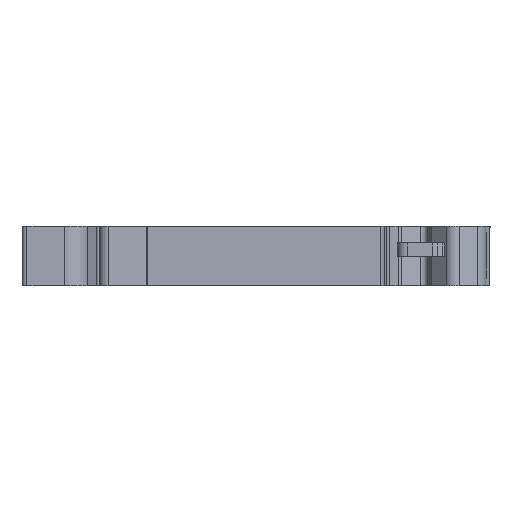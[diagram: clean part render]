
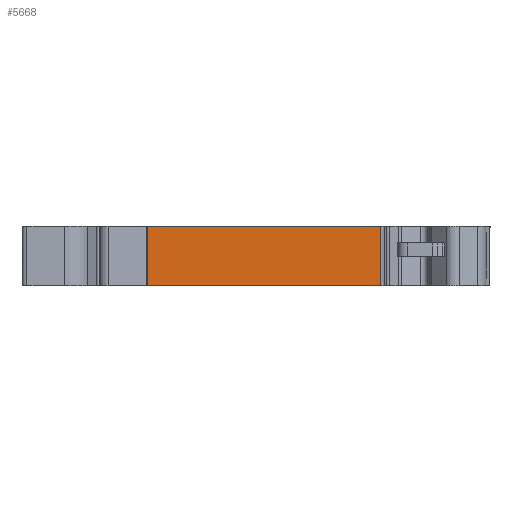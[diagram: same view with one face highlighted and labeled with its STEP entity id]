
A CAD part, front view. The second image highlights one B-rep face of the part: STEP entity #5668.
In plain terms, the highlighted planar face has unit normal (0, -1, 0).
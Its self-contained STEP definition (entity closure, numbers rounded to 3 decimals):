
#979=DIRECTION('',(-1.,0.,0.));
#980=VECTOR('',#979,24.021);
#981=CARTESIAN_POINT('',(12.7,0.3,-6.1));
#982=LINE('',#981,#980);
#983=DIRECTION('',(0.,0.,1.));
#984=VECTOR('',#983,6.1);
#985=CARTESIAN_POINT('',(-11.321,0.3,-6.1));
#986=LINE('',#985,#984);
#987=DIRECTION('',(1.,0.,0.));
#988=VECTOR('',#987,24.021);
#989=CARTESIAN_POINT('',(-11.321,0.3,0.));
#990=LINE('',#989,#988);
#991=DIRECTION('',(0.,0.,1.));
#992=VECTOR('',#991,6.1);
#993=CARTESIAN_POINT('',(12.7,0.3,-6.1));
#994=LINE('',#993,#992);
#3602=CARTESIAN_POINT('',(-11.321,0.3,0.));
#3604=VERTEX_POINT('',#3602);
#3624=CARTESIAN_POINT('',(-11.321,0.3,-6.1));
#3626=VERTEX_POINT('',#3624);
#3796=CARTESIAN_POINT('',(12.7,0.3,-6.1));
#3797=VERTEX_POINT('',#3796);
#3798=CARTESIAN_POINT('',(12.7,0.3,0.));
#3799=VERTEX_POINT('',#3798);
#5655=CARTESIAN_POINT('',(11.721,0.3,0.));
#5656=DIRECTION('',(0.,1.,0.));
#5657=DIRECTION('',(-1.,0.,0.));
#5658=AXIS2_PLACEMENT_3D('',#5655,#5656,#5657);
#5659=PLANE('',#5658);
#5661=ORIENTED_EDGE('',*,*,#5660,.F.);
#5663=ORIENTED_EDGE('',*,*,#5662,.T.);
#5664=ORIENTED_EDGE('',*,*,#5646,.T.);
#5665=ORIENTED_EDGE('',*,*,#4943,.T.);
#5666=EDGE_LOOP('',(#5661,#5663,#5664,#5665));
#5667=FACE_OUTER_BOUND('',#5666,.F.);
#5668=ADVANCED_FACE('',(#5667),#5659,.F.);
#4943=EDGE_CURVE('',#3604,#3799,#990,.T.);
#5646=EDGE_CURVE('',#3626,#3604,#986,.T.);
#5660=EDGE_CURVE('',#3797,#3799,#994,.T.);
#5662=EDGE_CURVE('',#3797,#3626,#982,.T.);
